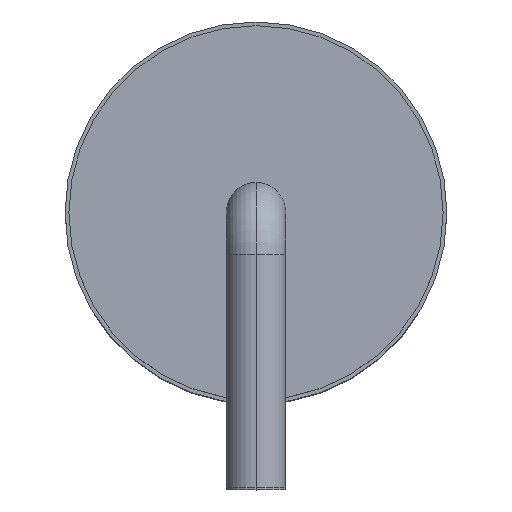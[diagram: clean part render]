
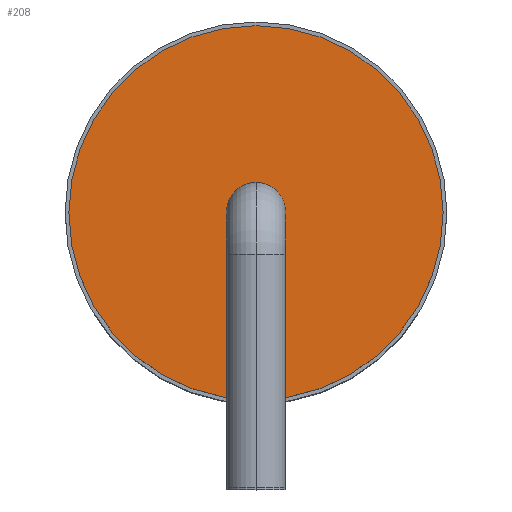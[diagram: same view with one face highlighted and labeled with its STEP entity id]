
A CAD part, top view. The second image highlights one B-rep face of the part: STEP entity #208.
In plain terms, the highlighted planar face has unit normal (0, 0, 1).
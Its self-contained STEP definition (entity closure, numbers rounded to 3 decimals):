
#4 = FACE_BOUND ( 'NONE', #20, .T. ) ;
#20 = EDGE_LOOP ( 'NONE', ( #815, #811 ) ) ;
#30 = CARTESIAN_POINT ( 'NONE',  ( 0., -0.7, 4.5 ) ) ;
#40 = CIRCLE ( 'NONE', #147, 0.7 ) ;
#63 = EDGE_CURVE ( 'NONE', #205, #214, #682, .T. ) ;
#65 = DIRECTION ( 'NONE',  ( 1., 0., 0. ) ) ;
#92 = EDGE_LOOP ( 'NONE', ( #707, #581 ) ) ;
#116 = CARTESIAN_POINT ( 'NONE',  ( 0., 0.7, 4.5 ) ) ;
#123 = PLANE ( 'NONE',  #711 ) ;
#147 = AXIS2_PLACEMENT_3D ( 'NONE', #693, #748, #610 ) ;
#177 = VERTEX_POINT ( 'NONE', #116 ) ;
#205 = VERTEX_POINT ( 'NONE', #325 ) ;
#208 = ADVANCED_FACE ( 'NONE', ( #4, #267 ), #123, .T. ) ;
#214 = VERTEX_POINT ( 'NONE', #400 ) ;
#242 = CARTESIAN_POINT ( 'NONE',  ( 0., 0., 4.5 ) ) ;
#267 = FACE_OUTER_BOUND ( 'NONE', #92, .T. ) ;
#282 = EDGE_CURVE ( 'NONE', #350, #177, #656, .T. ) ;
#311 = AXIS2_PLACEMENT_3D ( 'NONE', #242, #352, #740 ) ;
#325 = CARTESIAN_POINT ( 'NONE',  ( -4.411, 0., 4.5 ) ) ;
#350 = VERTEX_POINT ( 'NONE', #30 ) ;
#352 = DIRECTION ( 'NONE',  ( 0., 0., 1. ) ) ;
#392 = CARTESIAN_POINT ( 'NONE',  ( 0., 0., 4.5 ) ) ;
#400 = CARTESIAN_POINT ( 'NONE',  ( 4.411, 0., 4.5 ) ) ;
#435 = EDGE_CURVE ( 'NONE', #214, #205, #565, .T. ) ;
#459 = DIRECTION ( 'NONE',  ( 0., 0., 1. ) ) ;
#484 = DIRECTION ( 'NONE',  ( 0., 0., 1. ) ) ;
#508 = CARTESIAN_POINT ( 'NONE',  ( 0., 0., 4.5 ) ) ;
#565 = CIRCLE ( 'NONE', #680, 4.411 ) ;
#581 = ORIENTED_EDGE ( 'NONE', *, *, #63, .T. ) ;
#599 = AXIS2_PLACEMENT_3D ( 'NONE', #508, #838, #835 ) ;
#610 = DIRECTION ( 'NONE',  ( 1., 0., 0. ) ) ;
#612 = CARTESIAN_POINT ( 'NONE',  ( 0., 0., 4.5 ) ) ;
#656 = CIRCLE ( 'NONE', #599, 0.7 ) ;
#680 = AXIS2_PLACEMENT_3D ( 'NONE', #612, #484, #731 ) ;
#682 = CIRCLE ( 'NONE', #311, 4.411 ) ;
#693 = CARTESIAN_POINT ( 'NONE',  ( 0., 0., 4.5 ) ) ;
#707 = ORIENTED_EDGE ( 'NONE', *, *, #435, .T. ) ;
#711 = AXIS2_PLACEMENT_3D ( 'NONE', #392, #459, #65 ) ;
#731 = DIRECTION ( 'NONE',  ( 1., 0., 0. ) ) ;
#740 = DIRECTION ( 'NONE',  ( 1., 0., 0. ) ) ;
#748 = DIRECTION ( 'NONE',  ( 0., 0., -1. ) ) ;
#811 = ORIENTED_EDGE ( 'NONE', *, *, #282, .T. ) ;
#815 = ORIENTED_EDGE ( 'NONE', *, *, #830, .T. ) ;
#830 = EDGE_CURVE ( 'NONE', #177, #350, #40, .T. ) ;
#835 = DIRECTION ( 'NONE',  ( 1., 0., 0. ) ) ;
#838 = DIRECTION ( 'NONE',  ( 0., 0., -1. ) ) ;
